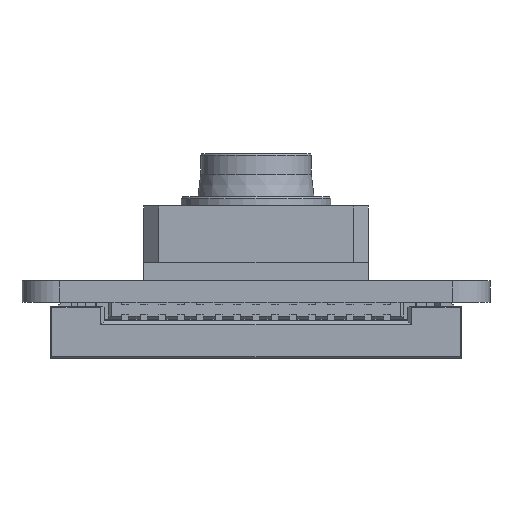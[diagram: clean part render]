
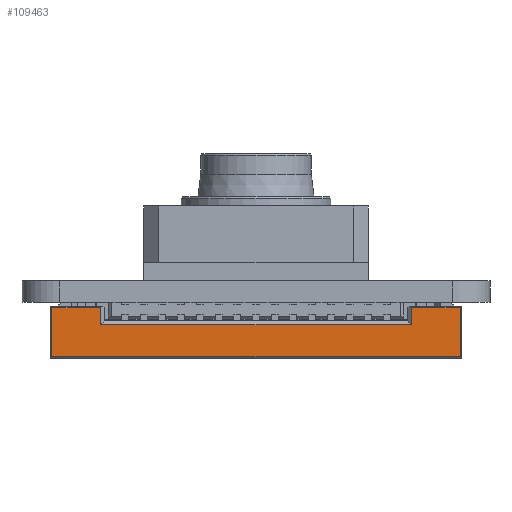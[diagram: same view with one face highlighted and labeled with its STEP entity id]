
A CAD part, front view. The second image highlights one B-rep face of the part: STEP entity #109463.
In plain terms, the highlighted planar face has unit normal (0, -1, 0).
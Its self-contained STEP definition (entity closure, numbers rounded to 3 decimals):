
#1 = VERTEX_POINT ( 'NONE', #58936 ) ;
#4365 = LINE ( 'NONE', #95198, #34193 ) ;
#4994 = FACE_OUTER_BOUND ( 'NONE', #5609, .T. ) ;
#5417 = EDGE_CURVE ( 'NONE', #69895, #74367, #122437, .T. ) ;
#5609 = EDGE_LOOP ( 'NONE', ( #126435, #142298, #114184, #96815, #32979, #139372, #23059, #17906 ) ) ;
#6440 = CARTESIAN_POINT ( 'NONE',  ( 4.2, -3.413, -2.342 ) ) ;
#7126 = EDGE_CURVE ( 'NONE', #74367, #116821, #139616, .T. ) ;
#9837 = VECTOR ( 'NONE', #28170, 1000. ) ;
#12739 = EDGE_CURVE ( 'NONE', #102172, #82766, #4365, .T. ) ;
#13166 = LINE ( 'NONE', #125028, #44817 ) ;
#14533 = CARTESIAN_POINT ( 'NONE',  ( 23.412, -3.413, -1.43 ) ) ;
#15278 = LINE ( 'NONE', #142690, #47356 ) ;
#17906 = ORIENTED_EDGE ( 'NONE', *, *, #84456, .T. ) ;
#19519 = DIRECTION ( 'NONE',  ( -1., 0., 0. ) ) ;
#20653 = CARTESIAN_POINT ( 'NONE',  ( 1.588, -3.413, -4.054 ) ) ;
#23059 = ORIENTED_EDGE ( 'NONE', *, *, #12739, .T. ) ;
#25616 = DIRECTION ( 'NONE',  ( 0., 0., -1. ) ) ;
#26571 = CARTESIAN_POINT ( 'NONE',  ( 23.5, -3.413, -4.142 ) ) ;
#28170 = DIRECTION ( 'NONE',  ( 0., 0., 1. ) ) ;
#29932 = CARTESIAN_POINT ( 'NONE',  ( 1.588, -3.413, -1.43 ) ) ;
#32979 = ORIENTED_EDGE ( 'NONE', *, *, #5417, .F. ) ;
#34193 = VECTOR ( 'NONE', #141462, 1000. ) ;
#36055 = EDGE_CURVE ( 'NONE', #107937, #85021, #15278, .T. ) ;
#37154 = CARTESIAN_POINT ( 'NONE',  ( 20.8, -3.413, -1.43 ) ) ;
#39170 = DIRECTION ( 'NONE',  ( -1., 0., 0. ) ) ;
#39304 = CARTESIAN_POINT ( 'NONE',  ( 23.412, -3.413, -4.054 ) ) ;
#40627 = PLANE ( 'NONE',  #51831 ) ;
#40803 = LINE ( 'NONE', #131917, #109628 ) ;
#43794 = EDGE_CURVE ( 'NONE', #69895, #102172, #50505, .T. ) ;
#44817 = VECTOR ( 'NONE', #58517, 1000. ) ;
#45478 = CARTESIAN_POINT ( 'NONE',  ( 23.412, -3.413, -4.054 ) ) ;
#47356 = VECTOR ( 'NONE', #73303, 1000. ) ;
#50505 = LINE ( 'NONE', #39304, #9837 ) ;
#51539 = VECTOR ( 'NONE', #19519, 1000. ) ;
#51831 = AXIS2_PLACEMENT_3D ( 'NONE', #26571, #139942, #39170 ) ;
#51977 = VECTOR ( 'NONE', #130697, 1000. ) ;
#58517 = DIRECTION ( 'NONE',  ( -1., 0., 0. ) ) ;
#58936 = CARTESIAN_POINT ( 'NONE',  ( 4.2, -3.413, -1.43 ) ) ;
#59080 = CARTESIAN_POINT ( 'NONE',  ( 20.8, -3.413, -1.43 ) ) ;
#68169 = CARTESIAN_POINT ( 'NONE',  ( 23.412, -3.413, -4.054 ) ) ;
#69895 = VERTEX_POINT ( 'NONE', #68169 ) ;
#73303 = DIRECTION ( 'NONE',  ( 1., 0., 0. ) ) ;
#74367 = VERTEX_POINT ( 'NONE', #20653 ) ;
#80910 = CARTESIAN_POINT ( 'NONE',  ( 20.8, -3.413, -2.342 ) ) ;
#82766 = VERTEX_POINT ( 'NONE', #37154 ) ;
#84456 = EDGE_CURVE ( 'NONE', #82766, #85021, #114344, .T. ) ;
#85021 = VERTEX_POINT ( 'NONE', #80910 ) ;
#95198 = CARTESIAN_POINT ( 'NONE',  ( 23.412, -3.413, -1.43 ) ) ;
#96815 = ORIENTED_EDGE ( 'NONE', *, *, #7126, .F. ) ;
#102063 = EDGE_CURVE ( 'NONE', #1, #107937, #40803, .T. ) ;
#102172 = VERTEX_POINT ( 'NONE', #14533 ) ;
#107937 = VERTEX_POINT ( 'NONE', #6440 ) ;
#109463 = ADVANCED_FACE ( 'NONE', ( #4994 ), #40627, .T. ) ;
#109628 = VECTOR ( 'NONE', #119971, 1000. ) ;
#114184 = ORIENTED_EDGE ( 'NONE', *, *, #119320, .T. ) ;
#114344 = LINE ( 'NONE', #59080, #117630 ) ;
#116821 = VERTEX_POINT ( 'NONE', #29932 ) ;
#117630 = VECTOR ( 'NONE', #25616, 1000. ) ;
#118009 = CARTESIAN_POINT ( 'NONE',  ( 1.588, -3.413, -4.054 ) ) ;
#119320 = EDGE_CURVE ( 'NONE', #1, #116821, #13166, .T. ) ;
#119971 = DIRECTION ( 'NONE',  ( 0., 0., -1. ) ) ;
#122437 = LINE ( 'NONE', #45478, #51539 ) ;
#125028 = CARTESIAN_POINT ( 'NONE',  ( 4.2, -3.413, -1.43 ) ) ;
#126435 = ORIENTED_EDGE ( 'NONE', *, *, #36055, .F. ) ;
#130697 = DIRECTION ( 'NONE',  ( 0., 0., 1. ) ) ;
#131917 = CARTESIAN_POINT ( 'NONE',  ( 4.2, -3.413, -1.43 ) ) ;
#139372 = ORIENTED_EDGE ( 'NONE', *, *, #43794, .T. ) ;
#139616 = LINE ( 'NONE', #118009, #51977 ) ;
#139942 = DIRECTION ( 'NONE',  ( 0., -1., 0. ) ) ;
#141462 = DIRECTION ( 'NONE',  ( -1., 0., 0. ) ) ;
#142298 = ORIENTED_EDGE ( 'NONE', *, *, #102063, .F. ) ;
#142690 = CARTESIAN_POINT ( 'NONE',  ( 4.2, -3.413, -2.342 ) ) ;
